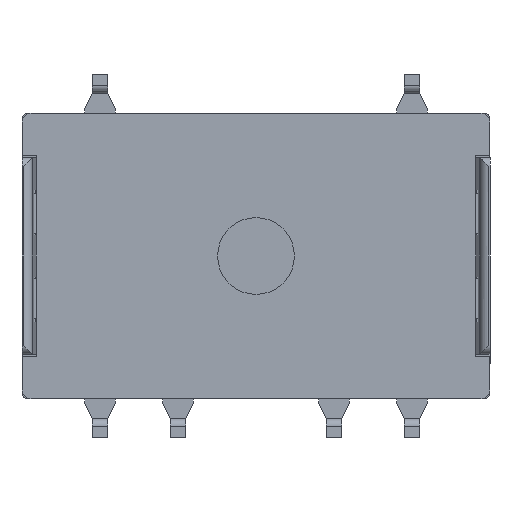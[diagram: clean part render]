
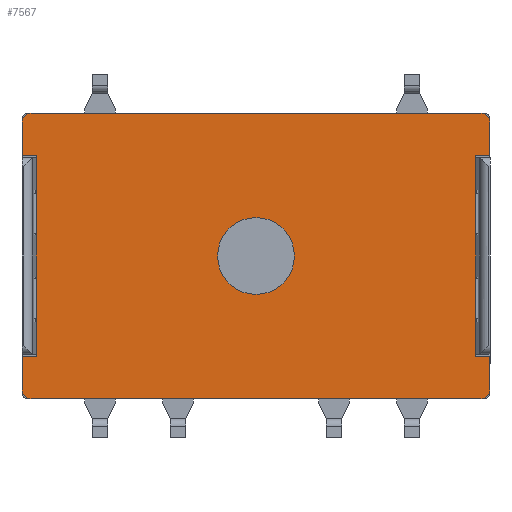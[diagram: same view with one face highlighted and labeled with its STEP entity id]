
A CAD part, front view. The second image highlights one B-rep face of the part: STEP entity #7567.
In plain terms, the highlighted planar face has unit normal (0, -1, 0).
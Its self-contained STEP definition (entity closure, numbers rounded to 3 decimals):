
#217 = EDGE_LOOP ( 'NONE', ( #1672, #1674 ) ) ;
#218 = EDGE_LOOP ( 'NONE', ( #1671, #1675, #1673, #1676, #1677, #1678, #1680, #1679, #1681, #1682, #1683, #1684, #1685, #1686, #1688, #1687 ) ) ;
#617 = VERTEX_POINT ( 'NONE', #3148 ) ;
#619 = VERTEX_POINT ( 'NONE', #3150 ) ;
#623 = VERTEX_POINT ( 'NONE', #3154 ) ;
#624 = VERTEX_POINT ( 'NONE', #3155 ) ;
#625 = VERTEX_POINT ( 'NONE', #3156 ) ;
#627 = VERTEX_POINT ( 'NONE', #3158 ) ;
#629 = VERTEX_POINT ( 'NONE', #3160 ) ;
#630 = VERTEX_POINT ( 'NONE', #3161 ) ;
#631 = VERTEX_POINT ( 'NONE', #3162 ) ;
#632 = VERTEX_POINT ( 'NONE', #3163 ) ;
#633 = VERTEX_POINT ( 'NONE', #3164 ) ;
#634 = VERTEX_POINT ( 'NONE', #3165 ) ;
#795 = VERTEX_POINT ( 'NONE', #3326 ) ;
#829 = VERTEX_POINT ( 'NONE', #3360 ) ;
#831 = VERTEX_POINT ( 'NONE', #3362 ) ;
#837 = VERTEX_POINT ( 'NONE', #3368 ) ;
#838 = VERTEX_POINT ( 'NONE', #3369 ) ;
#842 = VERTEX_POINT ( 'NONE', #3373 ) ;
#1376 = EDGE_CURVE ( 'NONE', #634, #633, #5049, .T. ) ;
#1379 = EDGE_CURVE ( 'NONE', #632, #631, #5058, .T. ) ;
#1382 = EDGE_CURVE ( 'NONE', #630, #629, #5067, .T. ) ;
#1385 = EDGE_CURVE ( 'NONE', #627, #617, #5076, .T. ) ;
#1387 = EDGE_CURVE ( 'NONE', #837, #838, #2613, .T. ) ;
#1388 = EDGE_CURVE ( 'NONE', #634, #617, #2614, .T. ) ;
#1389 = EDGE_CURVE ( 'NONE', #627, #629, #2615, .T. ) ;
#1390 = EDGE_CURVE ( 'NONE', #630, #619, #5091, .T. ) ;
#1391 = EDGE_CURVE ( 'NONE', #619, #625, #5094, .T. ) ;
#1392 = EDGE_CURVE ( 'NONE', #795, #625, #5097, .T. ) ;
#1393 = EDGE_CURVE ( 'NONE', #829, #631, #2616, .T. ) ;
#1394 = EDGE_CURVE ( 'NONE', #632, #831, #2617, .T. ) ;
#1395 = EDGE_CURVE ( 'NONE', #842, #624, #5106, .T. ) ;
#1396 = EDGE_CURVE ( 'NONE', #623, #624, #5109, .T. ) ;
#1397 = EDGE_CURVE ( 'NONE', #633, #623, #5112, .T. ) ;
#1671 = ORIENTED_EDGE ( 'NONE', *, *, #1376, .F. ) ;
#1672 = ORIENTED_EDGE ( 'NONE', *, *, #1387, .T. ) ;
#1673 = ORIENTED_EDGE ( 'NONE', *, *, #1385, .F. ) ;
#1674 = ORIENTED_EDGE ( 'NONE', *, *, #7463, .T. ) ;
#1675 = ORIENTED_EDGE ( 'NONE', *, *, #1388, .T. ) ;
#1676 = ORIENTED_EDGE ( 'NONE', *, *, #1389, .T. ) ;
#1677 = ORIENTED_EDGE ( 'NONE', *, *, #1382, .F. ) ;
#1678 = ORIENTED_EDGE ( 'NONE', *, *, #1390, .T. ) ;
#1679 = ORIENTED_EDGE ( 'NONE', *, *, #1392, .F. ) ;
#1680 = ORIENTED_EDGE ( 'NONE', *, *, #1391, .T. ) ;
#1681 = ORIENTED_EDGE ( 'NONE', *, *, #7508, .F. ) ;
#1682 = ORIENTED_EDGE ( 'NONE', *, *, #1393, .T. ) ;
#1683 = ORIENTED_EDGE ( 'NONE', *, *, #1379, .F. ) ;
#1684 = ORIENTED_EDGE ( 'NONE', *, *, #1394, .T. ) ;
#1685 = ORIENTED_EDGE ( 'NONE', *, *, #7522, .F. ) ;
#1686 = ORIENTED_EDGE ( 'NONE', *, *, #1395, .T. ) ;
#1687 = ORIENTED_EDGE ( 'NONE', *, *, #1397, .F. ) ;
#1688 = ORIENTED_EDGE ( 'NONE', *, *, #1396, .F. ) ;
#2613 = CIRCLE ( 'NONE', #5626, 1.25 ) ;
#2614 = CIRCLE ( 'NONE', #5631, 0.3 ) ;
#2615 = CIRCLE ( 'NONE', #5632, 0.3 ) ;
#2616 = CIRCLE ( 'NONE', #5528, 0.3 ) ;
#2617 = CIRCLE ( 'NONE', #5615, 0.3 ) ;
#2648 = CIRCLE ( 'NONE', #6871, 1.25 ) ;
#3148 = CARTESIAN_POINT ( 'NONE',  ( -7.32, 0., -4.65 ) ) ;
#3150 = CARTESIAN_POINT ( 'NONE',  ( 7.16, 0., -3.26 ) ) ;
#3154 = CARTESIAN_POINT ( 'NONE',  ( -7.16, 0., -3.26 ) ) ;
#3155 = CARTESIAN_POINT ( 'NONE',  ( -7.16, 0., 3.26 ) ) ;
#3156 = CARTESIAN_POINT ( 'NONE',  ( 7.16, 0., 3.26 ) ) ;
#3158 = CARTESIAN_POINT ( 'NONE',  ( 7.32, 0., -4.65 ) ) ;
#3160 = CARTESIAN_POINT ( 'NONE',  ( 7.62, 0., -4.35 ) ) ;
#3161 = CARTESIAN_POINT ( 'NONE',  ( 7.62, 0., -3.26 ) ) ;
#3162 = CARTESIAN_POINT ( 'NONE',  ( 7.32, 0., 4.65 ) ) ;
#3163 = CARTESIAN_POINT ( 'NONE',  ( -7.32, 0., 4.65 ) ) ;
#3164 = CARTESIAN_POINT ( 'NONE',  ( -7.62, 0., -3.26 ) ) ;
#3165 = CARTESIAN_POINT ( 'NONE',  ( -7.62, 0., -4.35 ) ) ;
#3326 = CARTESIAN_POINT ( 'NONE',  ( 7.62, 0., 3.26 ) ) ;
#3360 = CARTESIAN_POINT ( 'NONE',  ( 7.62, 0., 4.35 ) ) ;
#3362 = CARTESIAN_POINT ( 'NONE',  ( -7.62, 0., 4.35 ) ) ;
#3368 = CARTESIAN_POINT ( 'NONE',  ( 0., 0., 1.25 ) ) ;
#3369 = CARTESIAN_POINT ( 'NONE',  ( 0., 0., -1.25 ) ) ;
#3373 = CARTESIAN_POINT ( 'NONE',  ( -7.62, 0., 3.26 ) ) ;
#5045 = CARTESIAN_POINT ( 'NONE',  ( 0., 0., 0. ) ) ;
#5049 = LINE ( 'NONE', #5050, #5618 ) ;
#5050 = CARTESIAN_POINT ( 'NONE',  ( -7.62, 0., -4.65 ) ) ;
#5051 = DIRECTION ( 'NONE',  ( 0., 0., 1. ) ) ;
#5058 = LINE ( 'NONE', #5059, #5621 ) ;
#5059 = CARTESIAN_POINT ( 'NONE',  ( -7.62, 0., 4.65 ) ) ;
#5060 = DIRECTION ( 'NONE',  ( 1., 0., 0. ) ) ;
#5067 = LINE ( 'NONE', #5068, #5624 ) ;
#5068 = CARTESIAN_POINT ( 'NONE',  ( 7.62, 0., -4.65 ) ) ;
#5069 = DIRECTION ( 'NONE',  ( 0., 0., -1. ) ) ;
#5076 = LINE ( 'NONE', #5077, #5628 ) ;
#5077 = CARTESIAN_POINT ( 'NONE',  ( -7.62, 0., -4.65 ) ) ;
#5078 = DIRECTION ( 'NONE',  ( -1., 0., 0. ) ) ;
#5082 = DIRECTION ( 'NONE',  ( 0., 1., 0. ) ) ;
#5083 = DIRECTION ( 'NONE',  ( 0., 0., 1. ) ) ;
#5084 = CARTESIAN_POINT ( 'NONE',  ( -7.32, 0., -4.35 ) ) ;
#5085 = DIRECTION ( 'NONE',  ( 0., -1., 0. ) ) ;
#5086 = DIRECTION ( 'NONE',  ( 0., 0., 1. ) ) ;
#5087 = CARTESIAN_POINT ( 'NONE',  ( 7.32, 0., -4.35 ) ) ;
#5088 = DIRECTION ( 'NONE',  ( 0., -1., 0. ) ) ;
#5089 = DIRECTION ( 'NONE',  ( 0., 0., 1. ) ) ;
#5090 = CARTESIAN_POINT ( 'NONE',  ( 7.32, 0., 4.35 ) ) ;
#5091 = LINE ( 'NONE', #5092, #5633 ) ;
#5092 = CARTESIAN_POINT ( 'NONE',  ( 7.16, 0., -3.26 ) ) ;
#5093 = DIRECTION ( 'NONE',  ( -1., 0., 0. ) ) ;
#5094 = LINE ( 'NONE', #5095, #5634 ) ;
#5095 = CARTESIAN_POINT ( 'NONE',  ( 7.16, 0., -3.26 ) ) ;
#5096 = DIRECTION ( 'NONE',  ( 0., 0., 1. ) ) ;
#5097 = LINE ( 'NONE', #5098, #5635 ) ;
#5098 = CARTESIAN_POINT ( 'NONE',  ( 7.16, 0., 3.26 ) ) ;
#5099 = DIRECTION ( 'NONE',  ( -1., 0., 0. ) ) ;
#5100 = DIRECTION ( 'NONE',  ( 0., -1., 0. ) ) ;
#5101 = DIRECTION ( 'NONE',  ( 0., 0., 1. ) ) ;
#5102 = CARTESIAN_POINT ( 'NONE',  ( -7.32, 0., 4.35 ) ) ;
#5103 = DIRECTION ( 'NONE',  ( 0., -1., 0. ) ) ;
#5104 = DIRECTION ( 'NONE',  ( 0., 0., 1. ) ) ;
#5106 = LINE ( 'NONE', #5107, #5636 ) ;
#5107 = CARTESIAN_POINT ( 'NONE',  ( -7.16, 0., 3.26 ) ) ;
#5108 = DIRECTION ( 'NONE',  ( 1., 0., 0. ) ) ;
#5109 = LINE ( 'NONE', #5110, #5637 ) ;
#5110 = CARTESIAN_POINT ( 'NONE',  ( -7.16, 0., -3.26 ) ) ;
#5111 = DIRECTION ( 'NONE',  ( 0., 0., 1. ) ) ;
#5112 = LINE ( 'NONE', #5113, #5638 ) ;
#5113 = CARTESIAN_POINT ( 'NONE',  ( -7.16, 0., -3.26 ) ) ;
#5114 = DIRECTION ( 'NONE',  ( 1., 0., 0. ) ) ;
#5528 = AXIS2_PLACEMENT_3D ( 'NONE', #5090, #5100, #5101 ) ;
#5615 = AXIS2_PLACEMENT_3D ( 'NONE', #5102, #5103, #5104 ) ;
#5618 = VECTOR ( 'NONE', #5051, 1000. ) ;
#5621 = VECTOR ( 'NONE', #5060, 1000. ) ;
#5624 = VECTOR ( 'NONE', #5069, 1000. ) ;
#5626 = AXIS2_PLACEMENT_3D ( 'NONE', #5045, #5082, #5083 ) ;
#5628 = VECTOR ( 'NONE', #5078, 1000. ) ;
#5631 = AXIS2_PLACEMENT_3D ( 'NONE', #5084, #5085, #5086 ) ;
#5632 = AXIS2_PLACEMENT_3D ( 'NONE', #5087, #5088, #5089 ) ;
#5633 = VECTOR ( 'NONE', #5093, 1000. ) ;
#5634 = VECTOR ( 'NONE', #5096, 1000. ) ;
#5635 = VECTOR ( 'NONE', #5099, 1000. ) ;
#5636 = VECTOR ( 'NONE', #5108, 1000. ) ;
#5637 = VECTOR ( 'NONE', #5111, 1000. ) ;
#5638 = VECTOR ( 'NONE', #5114, 1000. ) ;
#6169 = CARTESIAN_POINT ( 'NONE',  ( 0., 0., 0. ) ) ;
#6173 = DIRECTION ( 'NONE',  ( 0., 1., 0. ) ) ;
#6174 = DIRECTION ( 'NONE',  ( 0., 0., 1. ) ) ;
#6363 = LINE ( 'NONE', #6364, #6951 ) ;
#6364 = CARTESIAN_POINT ( 'NONE',  ( 7.62, 0., -4.65 ) ) ;
#6365 = DIRECTION ( 'NONE',  ( 0., 0., -1. ) ) ;
#6413 = LINE ( 'NONE', #6414, #6973 ) ;
#6414 = CARTESIAN_POINT ( 'NONE',  ( -7.62, 0., -4.65 ) ) ;
#6415 = DIRECTION ( 'NONE',  ( 0., 0., 1. ) ) ;
#6660 = PLANE ( 'NONE',  #7095 ) ;
#6661 = CARTESIAN_POINT ( 'NONE',  ( -7.62, 0., 4.65 ) ) ;
#6662 = DIRECTION ( 'NONE',  ( 0., 1., 0. ) ) ;
#6663 = DIRECTION ( 'NONE',  ( 0., 0., 1. ) ) ;
#6871 = AXIS2_PLACEMENT_3D ( 'NONE', #6169, #6173, #6174 ) ;
#6951 = VECTOR ( 'NONE', #6365, 1000. ) ;
#6973 = VECTOR ( 'NONE', #6415, 1000. ) ;
#7087 = FACE_OUTER_BOUND ( 'NONE', #218, .T. ) ;
#7089 = FACE_BOUND ( 'NONE', #217, .T. ) ;
#7095 = AXIS2_PLACEMENT_3D ( 'NONE', #6661, #6662, #6663 ) ;
#7463 = EDGE_CURVE ( 'NONE', #838, #837, #2648, .T. ) ;
#7508 = EDGE_CURVE ( 'NONE', #829, #795, #6363, .T. ) ;
#7522 = EDGE_CURVE ( 'NONE', #842, #831, #6413, .T. ) ;
#7567 = ADVANCED_FACE ( 'NONE', ( #7089, #7087 ), #6660, .F. ) ;
